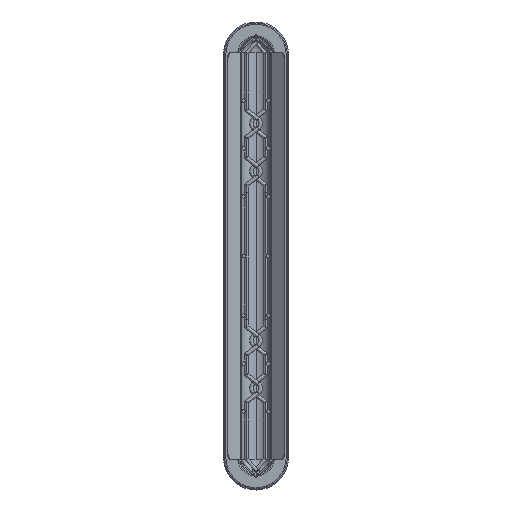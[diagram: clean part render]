
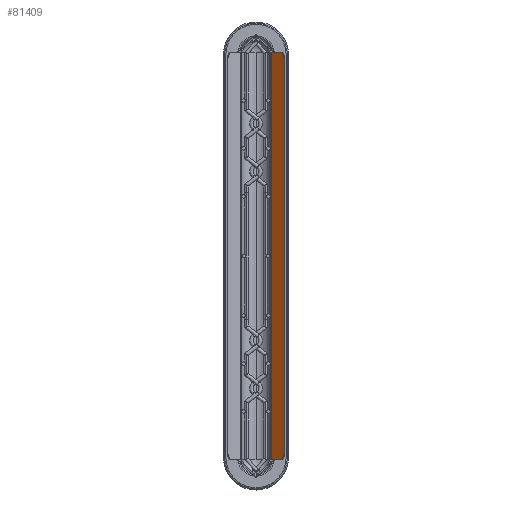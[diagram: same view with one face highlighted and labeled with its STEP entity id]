
A CAD part, left-side view. The second image highlights one B-rep face of the part: STEP entity #81409.
In plain terms, the highlighted planar face has unit normal (-0.766, 0.643, 0).
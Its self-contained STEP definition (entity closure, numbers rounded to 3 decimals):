
#3469 = ORIENTED_EDGE ( 'NONE', *, *, #34645, .T. ) ;
#5505 = LINE ( 'NONE', #20922, #38356 ) ;
#6380 = DIRECTION ( 'NONE',  ( -0.643, -0.766, 0. ) ) ;
#6952 = LINE ( 'NONE', #33861, #80426 ) ;
#7767 = VERTEX_POINT ( 'NONE', #39274 ) ;
#8758 = ORIENTED_EDGE ( 'NONE', *, *, #80415, .F. ) ;
#11715 = CARTESIAN_POINT ( 'NONE',  ( -2022.642, -23.491, 171. ) ) ;
#13911 = CARTESIAN_POINT ( 'NONE',  ( -2013.599, -12.714, 171. ) ) ;
#15788 = CARTESIAN_POINT ( 'NONE',  ( -2013.599, -12.714, 171. ) ) ;
#20521 = CIRCLE ( 'NONE', #50049, 5. ) ;
#20922 = CARTESIAN_POINT ( 'NONE',  ( -2022.642, -23.491, -171. ) ) ;
#26788 = VERTEX_POINT ( 'NONE', #41515 ) ;
#31722 = PLANE ( 'NONE',  #56322 ) ;
#32333 = VERTEX_POINT ( 'NONE', #66798 ) ;
#32488 = LINE ( 'NONE', #13911, #36238 ) ;
#32582 = DIRECTION ( 'NONE',  ( 0.643, 0.766, 0. ) ) ;
#33780 = CARTESIAN_POINT ( 'NONE',  ( -2019.428, -19.66, 166. ) ) ;
#33861 = CARTESIAN_POINT ( 'NONE',  ( -2022.642, -23.491, 171. ) ) ;
#34587 = ORIENTED_EDGE ( 'NONE', *, *, #75753, .T. ) ;
#34645 = EDGE_CURVE ( 'NONE', #82179, #7767, #20521, .T. ) ;
#34881 = VERTEX_POINT ( 'NONE', #54307 ) ;
#36238 = VECTOR ( 'NONE', #59341, 1000. ) ;
#38356 = VECTOR ( 'NONE', #6380, 1000. ) ;
#39274 = CARTESIAN_POINT ( 'NONE',  ( -2022.642, -23.491, -166. ) ) ;
#40506 = CARTESIAN_POINT ( 'NONE',  ( -2019.428, -19.66, -171. ) ) ;
#40992 = VECTOR ( 'NONE', #66794, 1000. ) ;
#41515 = CARTESIAN_POINT ( 'NONE',  ( -2022.642, -23.491, 166. ) ) ;
#42587 = DIRECTION ( 'NONE',  ( 0.643, 0.766, 0. ) ) ;
#49152 = AXIS2_PLACEMENT_3D ( 'NONE', #33780, #73870, #59790 ) ;
#50049 = AXIS2_PLACEMENT_3D ( 'NONE', #52856, #63300, #42587 ) ;
#52856 = CARTESIAN_POINT ( 'NONE',  ( -2019.428, -19.66, -166. ) ) ;
#54118 = ORIENTED_EDGE ( 'NONE', *, *, #57505, .T. ) ;
#54307 = CARTESIAN_POINT ( 'NONE',  ( -2019.428, -19.66, 171. ) ) ;
#56322 = AXIS2_PLACEMENT_3D ( 'NONE', #84625, #79274, #32582 ) ;
#57505 = EDGE_CURVE ( 'NONE', #26788, #34881, #64627, .T. ) ;
#59341 = DIRECTION ( 'NONE',  ( 0., 0., -1. ) ) ;
#59657 = VERTEX_POINT ( 'NONE', #15788 ) ;
#59790 = DIRECTION ( 'NONE',  ( 0.643, 0.766, 0. ) ) ;
#60718 = DIRECTION ( 'NONE',  ( -0.643, -0.766, 0. ) ) ;
#63300 = DIRECTION ( 'NONE',  ( -0.766, 0.643, 0. ) ) ;
#64627 = CIRCLE ( 'NONE', #49152, 5. ) ;
#66794 = DIRECTION ( 'NONE',  ( 0., 0., -1. ) ) ;
#66798 = CARTESIAN_POINT ( 'NONE',  ( -2013.599, -12.714, -171. ) ) ;
#69936 = EDGE_LOOP ( 'NONE', ( #8758, #54118, #79596, #34587, #79125, #3469 ) ) ;
#72075 = LINE ( 'NONE', #11715, #40992 ) ;
#73078 = FACE_OUTER_BOUND ( 'NONE', #69936, .T. ) ;
#73870 = DIRECTION ( 'NONE',  ( -0.766, 0.643, 0. ) ) ;
#74113 = EDGE_CURVE ( 'NONE', #59657, #34881, #6952, .T. ) ;
#75753 = EDGE_CURVE ( 'NONE', #59657, #32333, #32488, .T. ) ;
#79125 = ORIENTED_EDGE ( 'NONE', *, *, #83865, .T. ) ;
#79274 = DIRECTION ( 'NONE',  ( 0.766, -0.643, 0. ) ) ;
#79596 = ORIENTED_EDGE ( 'NONE', *, *, #74113, .F. ) ;
#80415 = EDGE_CURVE ( 'NONE', #26788, #7767, #72075, .T. ) ;
#80426 = VECTOR ( 'NONE', #60718, 1000. ) ;
#81409 = ADVANCED_FACE ( 'NONE', ( #73078 ), #31722, .F. ) ;
#82179 = VERTEX_POINT ( 'NONE', #40506 ) ;
#83865 = EDGE_CURVE ( 'NONE', #32333, #82179, #5505, .T. ) ;
#84625 = CARTESIAN_POINT ( 'NONE',  ( -2022.642, -23.491, 171. ) ) ;
